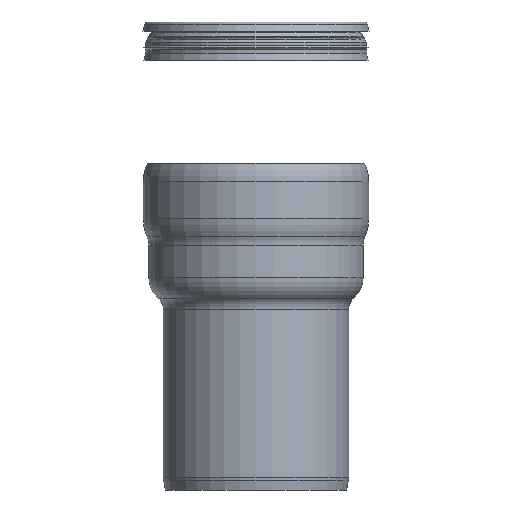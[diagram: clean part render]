
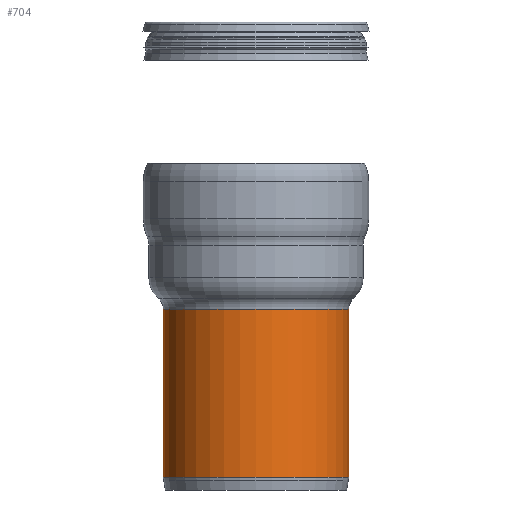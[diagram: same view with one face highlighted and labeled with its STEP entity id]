
A CAD part, front view. The second image highlights one B-rep face of the part: STEP entity #704.
In plain terms, the highlighted cylindrical face has radius 510 mm (diameter 1020 mm), a full revolution.
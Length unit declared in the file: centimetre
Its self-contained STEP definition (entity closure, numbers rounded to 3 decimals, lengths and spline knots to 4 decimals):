
#50=LINE('',#1190,#76);
#76=VECTOR('',#901,51.);
#102=CYLINDRICAL_SURFACE('',#759,51.);
#112=FACE_OUTER_BOUND('',#159,.T.);
#159=EDGE_LOOP('',(#475,#476,#477,#478,#479,#480));
#212=CIRCLE('',#756,51.);
#213=CIRCLE('',#757,51.);
#215=CIRCLE('',#760,51.);
#216=CIRCLE('',#761,51.);
#295=VERTEX_POINT('',#1182);
#296=VERTEX_POINT('',#1184);
#297=VERTEX_POINT('',#1189);
#298=VERTEX_POINT('',#1191);
#362=EDGE_CURVE('',#295,#296,#212,.T.);
#363=EDGE_CURVE('',#296,#295,#213,.T.);
#365=EDGE_CURVE('',#296,#297,#50,.T.);
#366=EDGE_CURVE('',#297,#298,#215,.T.);
#367=EDGE_CURVE('',#298,#297,#216,.T.);
#475=ORIENTED_EDGE('',*,*,#362,.F.);
#476=ORIENTED_EDGE('',*,*,#363,.F.);
#477=ORIENTED_EDGE('',*,*,#365,.T.);
#478=ORIENTED_EDGE('',*,*,#366,.T.);
#479=ORIENTED_EDGE('',*,*,#367,.T.);
#480=ORIENTED_EDGE('',*,*,#365,.F.);
#704=ADVANCED_FACE('',(#112),#102,.T.);
#756=AXIS2_PLACEMENT_3D('',#1185,#893,#894);
#757=AXIS2_PLACEMENT_3D('',#1186,#895,#896);
#759=AXIS2_PLACEMENT_3D('',#1188,#899,#900);
#760=AXIS2_PLACEMENT_3D('',#1192,#902,#903);
#761=AXIS2_PLACEMENT_3D('',#1193,#904,#905);
#893=DIRECTION('center_axis',(0.,0.,-1.));
#894=DIRECTION('ref_axis',(1.,0.,0.));
#895=DIRECTION('center_axis',(0.,0.,-1.));
#896=DIRECTION('ref_axis',(1.,0.,0.));
#899=DIRECTION('center_axis',(0.,0.,-1.));
#900=DIRECTION('ref_axis',(-1.,0.,0.));
#901=DIRECTION('',(0.,0.,1.));
#902=DIRECTION('center_axis',(0.,0.,-1.));
#903=DIRECTION('ref_axis',(1.,0.,0.));
#904=DIRECTION('center_axis',(0.,0.,-1.));
#905=DIRECTION('ref_axis',(1.,0.,0.));
#1182=CARTESIAN_POINT('',(-266.189,138.6156,-92.4154));
#1184=CARTESIAN_POINT('',(-215.189,189.6156,-92.4154));
#1185=CARTESIAN_POINT('Origin',(-266.189,189.6156,-92.4154));
#1186=CARTESIAN_POINT('Origin',(-266.189,189.6156,-92.4154));
#1188=CARTESIAN_POINT('Origin',(-266.189,189.6156,-46.7252));
#1189=CARTESIAN_POINT('',(-215.189,189.6156,0.));
#1190=CARTESIAN_POINT('',(-215.189,189.6156,-46.7252));
#1191=CARTESIAN_POINT('',(-266.189,138.6156,0.));
#1192=CARTESIAN_POINT('Origin',(-266.189,189.6156,0.));
#1193=CARTESIAN_POINT('Origin',(-266.189,189.6156,0.));
